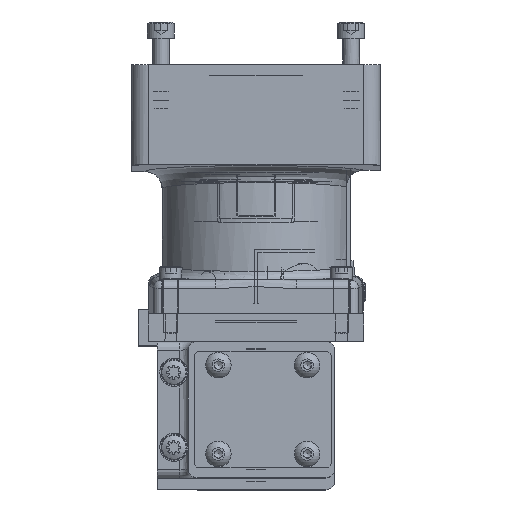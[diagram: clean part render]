
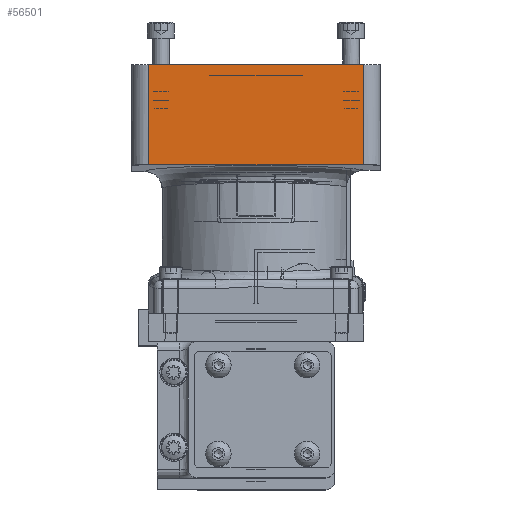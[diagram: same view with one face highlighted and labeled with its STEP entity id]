
A CAD part, top view. The second image highlights one B-rep face of the part: STEP entity #56501.
In plain terms, the highlighted face is planar.
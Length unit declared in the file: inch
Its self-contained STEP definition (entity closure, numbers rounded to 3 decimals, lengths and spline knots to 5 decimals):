
#665 = EDGE_CURVE ( 'NONE', #51002, #43937, #54644, .T. ) ;
#4645 = CARTESIAN_POINT ( 'NONE',  ( 1.82235, -1.57235, 5.0478 ) ) ;
#6516 = CARTESIAN_POINT ( 'NONE',  ( 1.82235, 1.57235, 3.26035 ) ) ;
#7519 = VECTOR ( 'NONE', #36243, 39.37008 ) ;
#8575 = DIRECTION ( 'NONE',  ( 0., 1., 0. ) ) ;
#17353 = CARTESIAN_POINT ( 'NONE',  ( 1.82235, -1.57235, 3.26035 ) ) ;
#21010 = EDGE_CURVE ( 'NONE', #61432, #43937, #68583, .T. ) ;
#21123 = LINE ( 'NONE', #56699, #43055 ) ;
#22182 = LINE ( 'NONE', #55538, #50690 ) ;
#26390 = CARTESIAN_POINT ( 'NONE',  ( 1.82235, -1.57235, 3.58282 ) ) ;
#27486 = ORIENTED_EDGE ( 'NONE', *, *, #29949, .T. ) ;
#28575 = PLANE ( 'NONE',  #56944 ) ;
#29949 = EDGE_CURVE ( 'NONE', #42062, #51002, #21123, .T. ) ;
#32354 = VECTOR ( 'NONE', #44425, 39.37008 ) ;
#33095 = ORIENTED_EDGE ( 'NONE', *, *, #21010, .F. ) ;
#33416 = DIRECTION ( 'NONE',  ( 0., 0., 1. ) ) ;
#34860 = CARTESIAN_POINT ( 'NONE',  ( 1.82235, 1.57235, 3.58282 ) ) ;
#36243 = DIRECTION ( 'NONE',  ( 0., 1., 0. ) ) ;
#42062 = VERTEX_POINT ( 'NONE', #26390 ) ;
#43055 = VECTOR ( 'NONE', #8575, 39.37008 ) ;
#43937 = VERTEX_POINT ( 'NONE', #44210 ) ;
#44210 = CARTESIAN_POINT ( 'NONE',  ( 1.82235, 1.57235, 5.0478 ) ) ;
#44425 = DIRECTION ( 'NONE',  ( 0., 0., 1. ) ) ;
#45098 = DIRECTION ( 'NONE',  ( 0., 1., 0. ) ) ;
#48223 = EDGE_CURVE ( 'NONE', #42062, #61432, #22182, .T. ) ;
#49251 = CARTESIAN_POINT ( 'NONE',  ( 1.82235, -1.57235, 5.0478 ) ) ;
#49312 = EDGE_LOOP ( 'NONE', ( #27486, #56920, #33095, #67138 ) ) ;
#50690 = VECTOR ( 'NONE', #33416, 39.37008 ) ;
#51002 = VERTEX_POINT ( 'NONE', #34860 ) ;
#54601 = DIRECTION ( 'NONE',  ( 1., 0., 0. ) ) ;
#54644 = LINE ( 'NONE', #6516, #32354 ) ;
#55538 = CARTESIAN_POINT ( 'NONE',  ( 1.82235, -1.57235, 3.26035 ) ) ;
#56501 = ADVANCED_FACE ( 'NONE', ( #65834 ), #28575, .T. ) ;
#56699 = CARTESIAN_POINT ( 'NONE',  ( 1.82235, -1.63619, 3.58282 ) ) ;
#56920 = ORIENTED_EDGE ( 'NONE', *, *, #665, .T. ) ;
#56944 = AXIS2_PLACEMENT_3D ( 'NONE', #17353, #54601, #45098 ) ;
#61432 = VERTEX_POINT ( 'NONE', #49251 ) ;
#65834 = FACE_OUTER_BOUND ( 'NONE', #49312, .T. ) ;
#67138 = ORIENTED_EDGE ( 'NONE', *, *, #48223, .F. ) ;
#68583 = LINE ( 'NONE', #4645, #7519 ) ;
